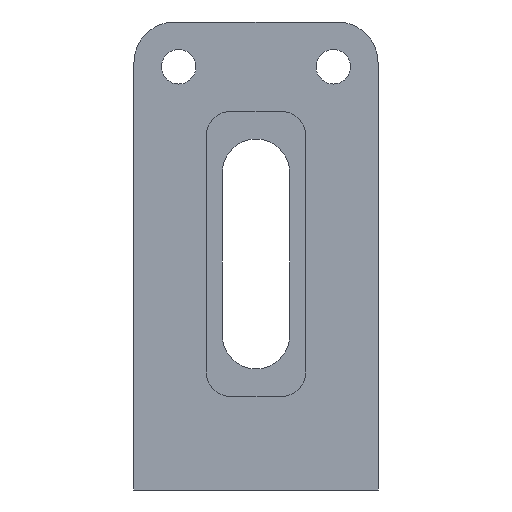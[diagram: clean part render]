
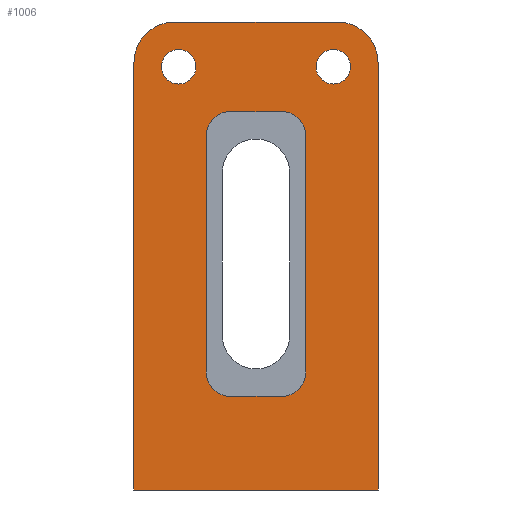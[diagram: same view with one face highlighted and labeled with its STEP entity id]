
A CAD part, left-side view. The second image highlights one B-rep face of the part: STEP entity #1006.
In plain terms, the highlighted planar face has unit normal (-1, 0, 0).
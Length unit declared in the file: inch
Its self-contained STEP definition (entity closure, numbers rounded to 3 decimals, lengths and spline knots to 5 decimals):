
#19=FACE_BOUND('',#182,.T.);
#20=FACE_BOUND('',#183,.T.);
#21=FACE_BOUND('',#184,.T.);
#33=CIRCLE('',#1070,0.23622);
#35=CIRCLE('',#1074,0.23622);
#37=CIRCLE('',#1078,0.23622);
#39=CIRCLE('',#1082,0.23622);
#41=CIRCLE('',#1087,0.3937);
#45=CIRCLE('',#1094,0.3937);
#46=CIRCLE('',#1096,0.16732);
#47=CIRCLE('',#1098,0.16732);
#123=FACE_OUTER_BOUND('',#181,.T.);
#181=EDGE_LOOP('',(#759,#760,#761,#762,#763,#764));
#182=EDGE_LOOP('',(#765,#766,#767,#768,#769,#770,#771,#772));
#183=EDGE_LOOP('',(#773));
#184=EDGE_LOOP('',(#774));
#236=LINE('',#1510,#333);
#240=LINE('',#1522,#337);
#244=LINE('',#1534,#341);
#247=LINE('',#1543,#344);
#252=LINE('',#1559,#349);
#260=LINE('',#1592,#357);
#261=LINE('',#1594,#358);
#262=LINE('',#1595,#359);
#333=VECTOR('',#1202,0.03937);
#337=VECTOR('',#1214,0.03937);
#341=VECTOR('',#1226,0.03937);
#344=VECTOR('',#1237,0.03937);
#349=VECTOR('',#1252,0.03937);
#357=VECTOR('',#1288,0.03937);
#358=VECTOR('',#1289,0.03937);
#359=VECTOR('',#1290,0.03937);
#428=VERTEX_POINT('',#1500);
#429=VERTEX_POINT('',#1502);
#431=VERTEX_POINT('',#1508);
#433=VERTEX_POINT('',#1514);
#435=VERTEX_POINT('',#1520);
#437=VERTEX_POINT('',#1526);
#439=VERTEX_POINT('',#1532);
#441=VERTEX_POINT('',#1538);
#444=VERTEX_POINT('',#1549);
#445=VERTEX_POINT('',#1551);
#447=VERTEX_POINT('',#1557);
#453=VERTEX_POINT('',#1573);
#454=VERTEX_POINT('',#1577);
#455=VERTEX_POINT('',#1581);
#458=VERTEX_POINT('',#1591);
#459=VERTEX_POINT('',#1593);
#530=EDGE_CURVE('',#429,#428,#33,.T.);
#534=EDGE_CURVE('',#428,#431,#236,.T.);
#537=EDGE_CURVE('',#431,#433,#35,.T.);
#540=EDGE_CURVE('',#433,#435,#240,.T.);
#543=EDGE_CURVE('',#435,#437,#37,.T.);
#546=EDGE_CURVE('',#437,#439,#244,.T.);
#549=EDGE_CURVE('',#439,#441,#39,.T.);
#551=EDGE_CURVE('',#441,#429,#247,.T.);
#554=EDGE_CURVE('',#444,#445,#41,.T.);
#558=EDGE_CURVE('',#444,#447,#252,.T.);
#566=EDGE_CURVE('',#453,#447,#45,.T.);
#568=EDGE_CURVE('',#454,#454,#46,.T.);
#570=EDGE_CURVE('',#455,#455,#47,.T.);
#574=EDGE_CURVE('',#458,#453,#260,.T.);
#575=EDGE_CURVE('',#459,#458,#261,.T.);
#576=EDGE_CURVE('',#445,#459,#262,.T.);
#759=ORIENTED_EDGE('',*,*,#554,.F.);
#760=ORIENTED_EDGE('',*,*,#558,.T.);
#761=ORIENTED_EDGE('',*,*,#566,.F.);
#762=ORIENTED_EDGE('',*,*,#574,.F.);
#763=ORIENTED_EDGE('',*,*,#575,.F.);
#764=ORIENTED_EDGE('',*,*,#576,.F.);
#765=ORIENTED_EDGE('',*,*,#530,.T.);
#766=ORIENTED_EDGE('',*,*,#534,.T.);
#767=ORIENTED_EDGE('',*,*,#537,.T.);
#768=ORIENTED_EDGE('',*,*,#540,.T.);
#769=ORIENTED_EDGE('',*,*,#543,.T.);
#770=ORIENTED_EDGE('',*,*,#546,.T.);
#771=ORIENTED_EDGE('',*,*,#549,.T.);
#772=ORIENTED_EDGE('',*,*,#551,.T.);
#773=ORIENTED_EDGE('',*,*,#568,.T.);
#774=ORIENTED_EDGE('',*,*,#570,.T.);
#966=PLANE('',#1102);
#1006=ADVANCED_FACE('',(#123,#19,#20,#21),#966,.T.);
#1070=AXIS2_PLACEMENT_3D('',#1503,#1195,#1196);
#1074=AXIS2_PLACEMENT_3D('',#1516,#1208,#1209);
#1078=AXIS2_PLACEMENT_3D('',#1528,#1220,#1221);
#1082=AXIS2_PLACEMENT_3D('',#1540,#1232,#1233);
#1087=AXIS2_PLACEMENT_3D('',#1552,#1245,#1246);
#1094=AXIS2_PLACEMENT_3D('',#1575,#1267,#1268);
#1096=AXIS2_PLACEMENT_3D('',#1579,#1272,#1273);
#1098=AXIS2_PLACEMENT_3D('',#1583,#1277,#1278);
#1102=AXIS2_PLACEMENT_3D('',#1590,#1286,#1287);
#1195=DIRECTION('center_axis',(1.,0.,0.));
#1196=DIRECTION('ref_axis',(0.,1.,0.));
#1202=DIRECTION('',(0.,-1.,0.));
#1208=DIRECTION('center_axis',(1.,0.,0.));
#1209=DIRECTION('ref_axis',(0.,0.,
1.));
#1214=DIRECTION('',(0.,0.,-1.));
#1220=DIRECTION('center_axis',(1.,0.,0.));
#1221=DIRECTION('ref_axis',(0.,-1.,0.));
#1226=DIRECTION('',(0.,1.,0.));
#1232=DIRECTION('center_axis',(1.,0.,0.));
#1233=DIRECTION('ref_axis',(0.,0.,-1.));
#1237=DIRECTION('',(0.,0.,1.));
#1245=DIRECTION('center_axis',(1.,0.,0.));
#1246=DIRECTION('ref_axis',(0.,-0.707,0.707));
#1252=DIRECTION('',(0.,1.,0.));
#1267=DIRECTION('center_axis',(1.,0.,0.));
#1268=DIRECTION('ref_axis',(0.,0.707,0.707));
#1272=DIRECTION('center_axis',(1.,0.,0.));
#1273=DIRECTION('ref_axis',(0.,0.,
1.));
#1277=DIRECTION('center_axis',(1.,0.,0.));
#1278=DIRECTION('ref_axis',(0.,0.,
1.));
#1286=DIRECTION('center_axis',(-1.,0.,0.));
#1287=DIRECTION('ref_axis',(0.,0.,
1.));
#1288=DIRECTION('',(0.,0.,1.));
#1289=DIRECTION('',(0.,1.,0.));
#1290=DIRECTION('',(0.,0.,-1.));
#1500=CARTESIAN_POINT('',(9.7462,9.44087,-110.47467));
#1502=CARTESIAN_POINT('',(9.7462,9.67709,-110.71089));
#1503=CARTESIAN_POINT('Origin',(9.7462,9.44087,-110.71089));
#1508=CARTESIAN_POINT('',(9.7462,8.94874,-110.47467));
#1510=CARTESIAN_POINT('',(9.7462,8.48122,-110.47467));
#1514=CARTESIAN_POINT('',(9.7462,8.71252,-110.71089));
#1516=CARTESIAN_POINT('Origin',(9.7462,8.94874,-110.71089));
#1520=CARTESIAN_POINT('',(9.7462,8.71252,-112.9945));
#1522=CARTESIAN_POINT('',(9.7462,8.71252,-113.56533));
#1526=CARTESIAN_POINT('',(9.7462,8.94874,-113.23072));
#1528=CARTESIAN_POINT('Origin',(9.7462,8.94874,-112.9945));
#1532=CARTESIAN_POINT('',(9.7462,9.44087,-113.23072));
#1534=CARTESIAN_POINT('',(9.7462,8.72728,-113.23072));
#1538=CARTESIAN_POINT('',(9.7462,9.67709,-112.9945));
#1540=CARTESIAN_POINT('Origin',(9.7462,9.44087,-112.9945));
#1543=CARTESIAN_POINT('',(9.7462,9.67709,-112.42353));
#1549=CARTESIAN_POINT('',(9.7462,8.4074,-109.6086));
#1551=CARTESIAN_POINT('',(9.7462,8.0137,-110.0023));
#1552=CARTESIAN_POINT('Origin',(9.7462,8.4074,-110.0023));
#1557=CARTESIAN_POINT('',(9.7462,9.98221,-109.6086));
#1559=CARTESIAN_POINT('',(9.7462,8.0137,-109.6086));
#1573=CARTESIAN_POINT('',(9.7462,10.37591,-110.0023));
#1575=CARTESIAN_POINT('Origin',(9.7462,9.98221,-110.0023));
#1577=CARTESIAN_POINT('',(9.7462,9.94284,-110.209));
#1579=CARTESIAN_POINT('Origin',(9.7462,9.94284,-110.04167));
#1581=CARTESIAN_POINT('',(9.7462,8.44677,-110.209));
#1583=CARTESIAN_POINT('Origin',(9.7462,8.44677,-110.04167));
#1590=CARTESIAN_POINT('Origin',(9.7462,8.0137,-114.13616));
#1591=CARTESIAN_POINT('',(9.7462,10.37591,-114.13616));
#1592=CARTESIAN_POINT('',(9.7462,10.37591,-109.6086));
#1593=CARTESIAN_POINT('',(9.7462,8.0137,-114.13616));
#1594=CARTESIAN_POINT('',(9.7462,8.0137,-114.13616));
#1595=CARTESIAN_POINT('',(9.7462,8.0137,-109.6086));
